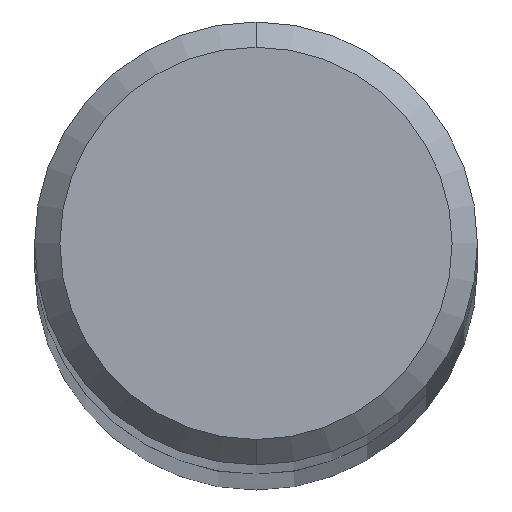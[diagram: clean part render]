
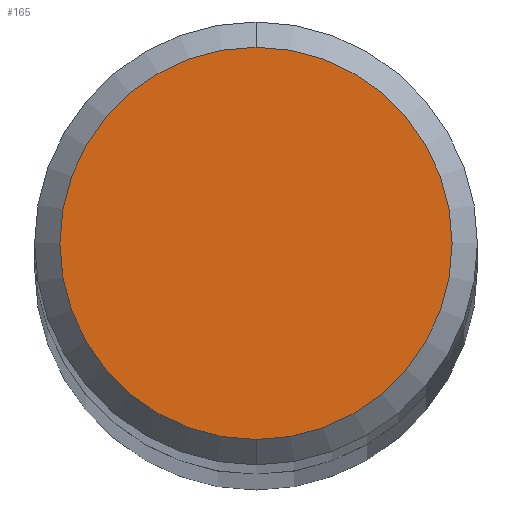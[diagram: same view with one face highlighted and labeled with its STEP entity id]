
A CAD part, top view. The second image highlights one B-rep face of the part: STEP entity #165.
In plain terms, the highlighted planar face has unit normal (0, 0, 1).
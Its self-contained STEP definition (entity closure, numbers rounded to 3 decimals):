
#165=ADVANCED_FACE('',(#440),#441,.T.);
#179=EDGE_CURVE('',#409,#201,#457,.T.);
#201=VERTEX_POINT('',#482);
#309=EDGE_CURVE('',#201,#409,#596,.T.);
#409=VERTEX_POINT('',#710);
#440=FACE_OUTER_BOUND('',#735,.T.);
#441=PLANE('',#736);
#457=CIRCLE('',#765,3.1);
#482=CARTESIAN_POINT('',(0.,-3.1,0.0));
#596=CIRCLE('',#1010,3.1);
#710=CARTESIAN_POINT('',(0.0,3.1,0.0));
#735=EDGE_LOOP('',(#1315,#1316));
#736=AXIS2_PLACEMENT_3D('',#1317,#1318,#1319);
#765=AXIS2_PLACEMENT_3D('',#1344,#1345,#1346);
#1010=AXIS2_PLACEMENT_3D('',#1477,#1478,#1479);
#1315=ORIENTED_EDGE('',*,*,#179,.F.);
#1316=ORIENTED_EDGE('',*,*,#309,.F.);
#1317=CARTESIAN_POINT('',(0.0,1.55,0.0));
#1318=DIRECTION('',(-0.0,0.0,1.0));
#1319=DIRECTION('',(0.0,-1.0,0.0));
#1344=CARTESIAN_POINT('',(0.0,0.0,0.0));
#1345=DIRECTION('',(0.0,0.0,-1.0));
#1346=DIRECTION('',(0.0,1.0,0.0));
#1477=CARTESIAN_POINT('',(0.0,0.0,0.0));
#1478=DIRECTION('',(0.0,0.0,-1.0));
#1479=DIRECTION('',(0.0,1.0,0.0));
